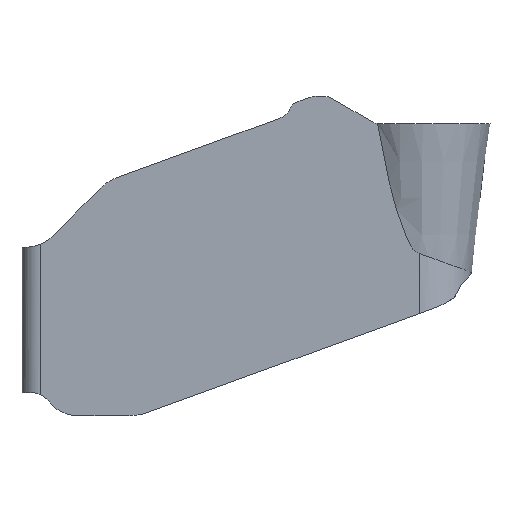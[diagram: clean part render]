
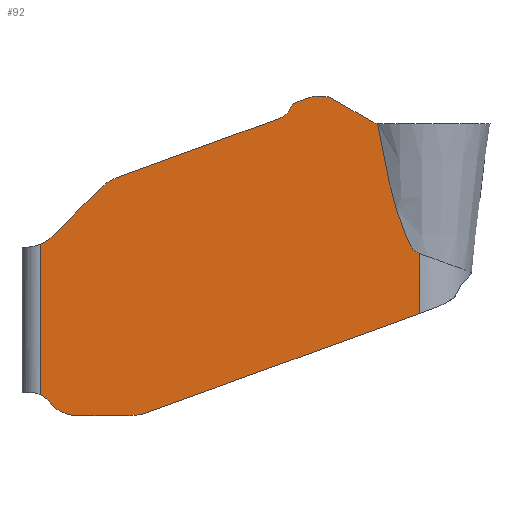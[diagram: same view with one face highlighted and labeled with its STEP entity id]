
A CAD part, left-side view. The second image highlights one B-rep face of the part: STEP entity #92.
In plain terms, the highlighted planar face has unit normal (-1, 0, 0).
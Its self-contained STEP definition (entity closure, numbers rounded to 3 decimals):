
#54=PLANE('',#919);
#75=CIRCLE('',#908,0.8);
#76=CIRCLE('',#909,0.5);
#77=CIRCLE('',#910,0.75);
#78=CIRCLE('',#912,1.);
#79=CIRCLE('',#913,0.3);
#80=CIRCLE('',#914,0.5);
#81=CIRCLE('',#915,0.2);
#82=CIRCLE('',#916,0.425);
#83=CIRCLE('',#917,1.);
#92=ADVANCED_FACE('BODY_L_SUR',(#148),#54,.F.);
#148=FACE_OUTER_BOUND('',#191,.T.);
#191=EDGE_LOOP('',(#418,#419,#420,#421,#422,#423,#424,#425,#426,#427,#428,
#429,#430,#431,#432,#433,#434,#435,#436,#437,#438,#439,#440,#441,#442));
#243=LINE('',#1522,#298);
#244=LINE('',#1528,#299);
#245=LINE('',#1539,#300);
#246=LINE('',#1541,#301);
#247=LINE('',#1547,#302);
#248=LINE('',#1551,#303);
#249=LINE('',#1555,#304);
#250=LINE('',#1561,#305);
#251=LINE('',#1575,#306);
#298=VECTOR('',#1006,1.);
#299=VECTOR('',#1011,1.);
#300=VECTOR('',#1016,1.);
#301=VECTOR('',#1017,1.);
#302=VECTOR('',#1018,1.);
#303=VECTOR('',#1021,1.);
#304=VECTOR('',#1024,1.);
#305=VECTOR('',#1029,1.);
#306=VECTOR('',#1034,1.);
#358=ELLIPSE('',#911,1.46,1.);
#359=ELLIPSE('',#918,1.32,1.);
#418=ORIENTED_EDGE('',*,*,#739,.F.);
#419=ORIENTED_EDGE('',*,*,#740,.T.);
#420=ORIENTED_EDGE('',*,*,#741,.T.);
#421=ORIENTED_EDGE('',*,*,#742,.T.);
#422=ORIENTED_EDGE('',*,*,#743,.T.);
#423=ORIENTED_EDGE('',*,*,#744,.T.);
#424=ORIENTED_EDGE('',*,*,#745,.T.);
#425=ORIENTED_EDGE('',*,*,#746,.T.);
#426=ORIENTED_EDGE('',*,*,#747,.T.);
#427=ORIENTED_EDGE('',*,*,#748,.T.);
#428=ORIENTED_EDGE('',*,*,#734,.T.);
#429=ORIENTED_EDGE('',*,*,#733,.T.);
#430=ORIENTED_EDGE('',*,*,#749,.F.);
#431=ORIENTED_EDGE('',*,*,#750,.F.);
#432=ORIENTED_EDGE('',*,*,#751,.F.);
#433=ORIENTED_EDGE('',*,*,#752,.F.);
#434=ORIENTED_EDGE('',*,*,#753,.F.);
#435=ORIENTED_EDGE('',*,*,#754,.F.);
#436=ORIENTED_EDGE('',*,*,#755,.F.);
#437=ORIENTED_EDGE('',*,*,#756,.F.);
#438=ORIENTED_EDGE('',*,*,#757,.F.);
#439=ORIENTED_EDGE('',*,*,#758,.F.);
#440=ORIENTED_EDGE('',*,*,#759,.F.);
#441=ORIENTED_EDGE('',*,*,#760,.F.);
#442=ORIENTED_EDGE('',*,*,#761,.F.);
#650=VERTEX_POINT('',#1401);
#651=VERTEX_POINT('',#1406);
#652=VERTEX_POINT('',#1411);
#656=VERTEX_POINT('',#1520);
#657=VERTEX_POINT('',#1521);
#658=VERTEX_POINT('',#1523);
#659=VERTEX_POINT('',#1525);
#660=VERTEX_POINT('',#1527);
#661=VERTEX_POINT('',#1529);
#662=VERTEX_POINT('',#1531);
#663=VERTEX_POINT('',#1536);
#664=VERTEX_POINT('',#1538);
#665=VERTEX_POINT('',#1540);
#666=VERTEX_POINT('',#1546);
#667=VERTEX_POINT('',#1548);
#668=VERTEX_POINT('',#1550);
#669=VERTEX_POINT('',#1552);
#670=VERTEX_POINT('',#1554);
#671=VERTEX_POINT('',#1556);
#672=VERTEX_POINT('',#1558);
#673=VERTEX_POINT('',#1560);
#674=VERTEX_POINT('',#1562);
#675=VERTEX_POINT('',#1564);
#676=VERTEX_POINT('',#1572);
#677=VERTEX_POINT('',#1574);
#733=EDGE_CURVE('',#651,#650,#837,.T.);
#734=EDGE_CURVE('',#652,#651,#838,.T.);
#739=EDGE_CURVE('',#656,#657,#75,.T.);
#740=EDGE_CURVE('',#656,#658,#243,.T.);
#741=EDGE_CURVE('',#658,#659,#76,.T.);
#742=EDGE_CURVE('',#659,#660,#77,.T.);
#743=EDGE_CURVE('',#660,#661,#244,.T.);
#744=EDGE_CURVE('',#661,#662,#358,.T.);
#745=EDGE_CURVE('',#662,#663,#843,.T.);
#746=EDGE_CURVE('',#663,#664,#78,.T.);
#747=EDGE_CURVE('',#664,#665,#245,.T.);
#748=EDGE_CURVE('',#665,#652,#246,.T.);
#749=EDGE_CURVE('',#666,#650,#844,.T.);
#750=EDGE_CURVE('',#667,#666,#247,.T.);
#751=EDGE_CURVE('',#668,#667,#79,.T.);
#752=EDGE_CURVE('',#669,#668,#248,.T.);
#753=EDGE_CURVE('',#670,#669,#80,.T.);
#754=EDGE_CURVE('',#671,#670,#249,.T.);
#755=EDGE_CURVE('',#672,#671,#81,.T.);
#756=EDGE_CURVE('',#673,#672,#82,.T.);
#757=EDGE_CURVE('',#674,#673,#250,.T.);
#758=EDGE_CURVE('',#675,#674,#83,.T.);
#759=EDGE_CURVE('',#676,#675,#845,.T.);
#760=EDGE_CURVE('',#677,#676,#359,.T.);
#761=EDGE_CURVE('',#657,#677,#251,.T.);
#837=B_SPLINE_CURVE_WITH_KNOTS('',3,(#1402,#1403,#1404,#1405),
 .UNSPECIFIED.,.F.,.F.,(4,4),(0.,1.),.UNSPECIFIED.);
#838=B_SPLINE_CURVE_WITH_KNOTS('',3,(#1407,#1408,#1409,#1410),
 .UNSPECIFIED.,.F.,.F.,(4,4),(0.,1.),.UNSPECIFIED.);
#843=B_SPLINE_CURVE_WITH_KNOTS('',3,(#1532,#1533,#1534,#1535),
 .UNSPECIFIED.,.F.,.F.,(4,4),(0.,1.),.UNSPECIFIED.);
#844=B_SPLINE_CURVE_WITH_KNOTS('',3,(#1542,#1543,#1544,#1545),
 .UNSPECIFIED.,.F.,.F.,(4,4),(0.,1.),.UNSPECIFIED.);
#845=B_SPLINE_CURVE_WITH_KNOTS('',3,(#1565,#1566,#1567,#1568,#1569,#1570,
#1571),.UNSPECIFIED.,.F.,.F.,(4,3,4),(0.,0.237,1.),
 .UNSPECIFIED.);
#908=AXIS2_PLACEMENT_3D('',#1519,#1004,#1005);
#909=AXIS2_PLACEMENT_3D('',#1524,#1007,#1008);
#910=AXIS2_PLACEMENT_3D('',#1526,#1009,#1010);
#911=AXIS2_PLACEMENT_3D('',#1530,#1012,#1013);
#912=AXIS2_PLACEMENT_3D('',#1537,#1014,#1015);
#913=AXIS2_PLACEMENT_3D('',#1549,#1019,#1020);
#914=AXIS2_PLACEMENT_3D('',#1553,#1022,#1023);
#915=AXIS2_PLACEMENT_3D('',#1557,#1025,#1026);
#916=AXIS2_PLACEMENT_3D('',#1559,#1027,#1028);
#917=AXIS2_PLACEMENT_3D('',#1563,#1030,#1031);
#918=AXIS2_PLACEMENT_3D('',#1573,#1032,#1033);
#919=AXIS2_PLACEMENT_3D('',#1576,#1035,#1036);
#1004=DIRECTION('',(-1.,0.,0.));
#1005=DIRECTION('',(0.,0.,-1.));
#1006=DIRECTION('',(0.,0.,-1.));
#1007=DIRECTION('',(1.,0.,0.));
#1008=DIRECTION('',(0.,0.,-1.));
#1009=DIRECTION('',(-1.,0.,0.));
#1010=DIRECTION('',(0.,0.,-1.));
#1011=DIRECTION('',(0.,-1.,0.));
#1012=DIRECTION('',(-1.,0.,0.));
#1013=DIRECTION('',(0.,-1.,0.));
#1014=DIRECTION('',(-1.,0.,0.));
#1015=DIRECTION('',(0.,0.,-1.));
#1016=DIRECTION('',(0.,-0.94,0.342));
#1017=DIRECTION('',(0.,0.,1.));
#1018=DIRECTION('',(0.,-0.866,-0.5));
#1019=DIRECTION('',(1.,0.,0.));
#1020=DIRECTION('',(0.,0.,-1.));
#1021=DIRECTION('',(0.,-1.,0.));
#1022=DIRECTION('',(1.,0.,0.));
#1023=DIRECTION('',(0.,0.,-1.));
#1024=DIRECTION('',(0.,-0.94,0.342));
#1025=DIRECTION('',(1.,0.,0.));
#1026=DIRECTION('',(0.,0.,-1.));
#1027=DIRECTION('',(-1.,0.,0.));
#1028=DIRECTION('',(0.,0.,-1.));
#1029=DIRECTION('',(0.,-0.94,0.342));
#1030=DIRECTION('',(1.,0.,0.));
#1031=DIRECTION('',(0.,0.,-1.));
#1032=DIRECTION('',(1.,0.,0.));
#1033=DIRECTION('',(0.,0.707,-0.707));
#1034=DIRECTION('',(0.,-0.707,0.707));
#1035=DIRECTION('',(1.,0.,0.));
#1036=DIRECTION('',(0.,0.,1.));
#1401=CARTESIAN_POINT('',(-1.15,-2.661,0.003));
#1402=CARTESIAN_POINT('',(-1.15,-3.274,-2.424));
#1403=CARTESIAN_POINT('',(-1.15,-2.949,-1.65));
#1404=CARTESIAN_POINT('',(-1.15,-2.818,-0.817));
#1405=CARTESIAN_POINT('',(-1.15,-2.661,0.003));
#1406=CARTESIAN_POINT('',(-1.15,-3.274,-2.424));
#1407=CARTESIAN_POINT('',(-1.15,-3.575,-2.842));
#1408=CARTESIAN_POINT('',(-1.15,-3.408,-2.782));
#1409=CARTESIAN_POINT('',(-1.15,-3.342,-2.585));
#1410=CARTESIAN_POINT('',(-1.15,-3.274,-2.424));
#1411=CARTESIAN_POINT('',(-1.15,-3.575,-2.842));
#1519=CARTESIAN_POINT('',(-1.15,5.025,-1.9));
#1520=CARTESIAN_POINT('',(-1.15,4.725,-2.642));
#1521=CARTESIAN_POINT('',(-1.15,4.459,-2.466));
#1522=CARTESIAN_POINT('',(-1.15,4.725,-5.889));
#1523=CARTESIAN_POINT('',(-1.15,4.725,-5.931));
#1524=CARTESIAN_POINT('',(-1.15,4.925,-6.389));
#1525=CARTESIAN_POINT('',(-1.15,4.525,-6.089));
#1526=CARTESIAN_POINT('',(-1.15,3.925,-5.639));
#1527=CARTESIAN_POINT('',(-1.15,3.925,-6.389));
#1528=CARTESIAN_POINT('',(-1.15,0.,-6.389));
#1529=CARTESIAN_POINT('',(-1.15,2.817,-6.389));
#1530=CARTESIAN_POINT('',(-1.15,2.817,-5.389));
#1531=CARTESIAN_POINT('',(-1.15,2.583,-6.376));
#1532=CARTESIAN_POINT('',(-1.15,2.583,-6.376));
#1533=CARTESIAN_POINT('',(-1.15,2.564,-6.374));
#1534=CARTESIAN_POINT('',(-1.15,2.546,-6.371));
#1535=CARTESIAN_POINT('',(-1.15,2.528,-6.368));
#1536=CARTESIAN_POINT('',(-1.15,2.528,-6.368));
#1537=CARTESIAN_POINT('',(-1.15,2.735,-5.389));
#1538=CARTESIAN_POINT('',(-1.15,2.393,-6.329));
#1539=CARTESIAN_POINT('',(-1.15,-1.754,-4.819));
#1540=CARTESIAN_POINT('',(-1.15,-3.575,-4.157));
#1541=CARTESIAN_POINT('',(-1.15,-3.575,-7.889));
#1542=CARTESIAN_POINT('',(-1.15,-2.547,0.045));
#1543=CARTESIAN_POINT('',(-1.15,-2.583,0.024));
#1544=CARTESIAN_POINT('',(-1.15,-2.621,0.01));
#1545=CARTESIAN_POINT('',(-1.15,-2.661,0.003));
#1546=CARTESIAN_POINT('',(-1.15,-2.547,0.045));
#1547=CARTESIAN_POINT('',(-1.15,-0.656,1.137));
#1548=CARTESIAN_POINT('',(-1.15,-1.655,0.56));
#1549=CARTESIAN_POINT('',(-1.15,-1.505,0.3));
#1550=CARTESIAN_POINT('',(-1.15,-1.505,0.6));
#1551=CARTESIAN_POINT('',(-1.15,0.,0.6));
#1552=CARTESIAN_POINT('',(-1.15,-1.319,0.6));
#1553=CARTESIAN_POINT('',(-1.15,-1.319,0.1));
#1554=CARTESIAN_POINT('',(-1.15,-1.148,0.57));
#1555=CARTESIAN_POINT('',(-1.15,0.049,0.134));
#1556=CARTESIAN_POINT('',(-1.15,-0.873,0.47));
#1557=CARTESIAN_POINT('',(-1.15,-0.941,0.282));
#1558=CARTESIAN_POINT('',(-1.15,-0.756,0.356));
#1559=CARTESIAN_POINT('',(-1.15,-0.361,0.516));
#1560=CARTESIAN_POINT('',(-1.15,-0.507,0.116));
#1561=CARTESIAN_POINT('',(-1.15,-0.022,-0.06));
#1562=CARTESIAN_POINT('',(-1.15,3.034,-1.173));
#1563=CARTESIAN_POINT('',(-1.15,2.692,-2.112));
#1564=CARTESIAN_POINT('',(-1.15,3.266,-1.294));
#1565=CARTESIAN_POINT('',(-1.15,3.296,-1.316));
#1566=CARTESIAN_POINT('',(-1.15,3.294,-1.315));
#1567=CARTESIAN_POINT('',(-1.15,3.292,-1.313));
#1568=CARTESIAN_POINT('',(-1.15,3.289,-1.311));
#1569=CARTESIAN_POINT('',(-1.15,3.282,-1.305));
#1570=CARTESIAN_POINT('',(-1.15,3.274,-1.299));
#1571=CARTESIAN_POINT('',(-1.15,3.266,-1.294));
#1572=CARTESIAN_POINT('',(-1.15,3.296,-1.316));
#1573=CARTESIAN_POINT('',(-1.15,2.726,-2.146));
#1574=CARTESIAN_POINT('',(-1.15,3.433,-1.439));
#1575=CARTESIAN_POINT('',(-1.15,0.997,0.997));
#1576=CARTESIAN_POINT('',(-1.15,0.,0.));
